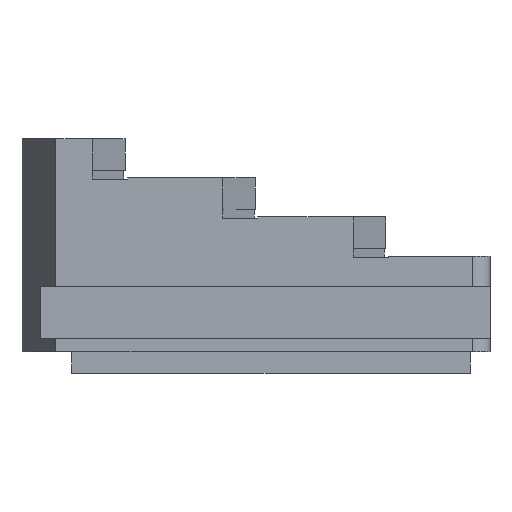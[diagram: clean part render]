
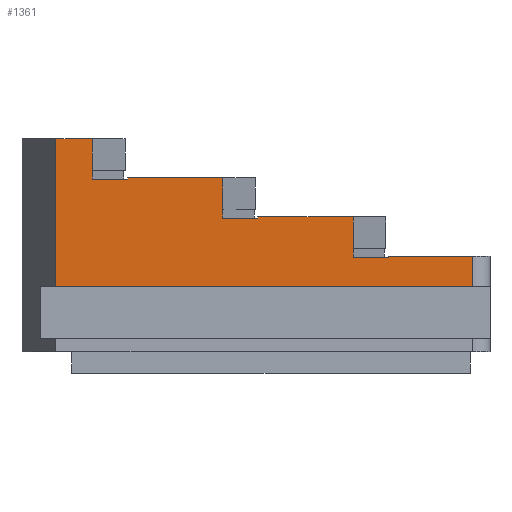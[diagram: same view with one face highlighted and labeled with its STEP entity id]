
A CAD part, left-side view. The second image highlights one B-rep face of the part: STEP entity #1361.
In plain terms, the highlighted planar face has unit normal (-1, 0, 0).
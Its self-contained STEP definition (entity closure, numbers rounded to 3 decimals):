
#127=FACE_OUTER_BOUND('',#195,.T.);
#195=EDGE_LOOP('',(#1069,#1070,#1071,#1072,#1073,#1074,#1075,#1076,#1077,
#1078,#1079,#1080,#1081,#1082,#1083,#1084,#1085,#1086,#1087));
#249=LINE('',#1854,#427);
#259=LINE('',#1873,#437);
#277=LINE('',#1911,#455);
#298=LINE('',#1954,#476);
#322=LINE('',#2002,#500);
#326=LINE('',#2011,#504);
#335=LINE('',#2028,#513);
#337=LINE('',#2032,#515);
#340=LINE('',#2042,#518);
#341=LINE('',#2044,#519);
#342=LINE('',#2046,#520);
#343=LINE('',#2047,#521);
#344=LINE('',#2049,#522);
#345=LINE('',#2051,#523);
#346=LINE('',#2053,#524);
#347=LINE('',#2054,#525);
#348=LINE('',#2055,#526);
#349=LINE('',#2057,#527);
#350=LINE('',#2058,#528);
#427=VECTOR('',#1515,4.206);
#437=VECTOR('',#1527,17.);
#455=VECTOR('',#1555,1.);
#476=VECTOR('',#1590,1.);
#500=VECTOR('',#1630,1.);
#504=VECTOR('',#1638,0.15);
#513=VECTOR('',#1653,4.041);
#515=VECTOR('',#1657,9.711);
#518=VECTOR('',#1666,3.65);
#519=VECTOR('',#1667,10.959);
#520=VECTOR('',#1668,0.15);
#521=VECTOR('',#1669,4.041);
#522=VECTOR('',#1670,3.65);
#523=VECTOR('',#1671,10.959);
#524=VECTOR('',#1672,0.15);
#525=VECTOR('',#1673,4.041);
#526=VECTOR('',#1674,3.65);
#527=VECTOR('',#1675,47.959);
#528=VECTOR('',#1676,3.5);
#601=VERTEX_POINT('',#1851);
#602=VERTEX_POINT('',#1853);
#610=VERTEX_POINT('',#1871);
#619=VERTEX_POINT('',#1892);
#625=VERTEX_POINT('',#1910);
#637=VERTEX_POINT('',#1943);
#640=VERTEX_POINT('',#1953);
#651=VERTEX_POINT('',#1982);
#656=VERTEX_POINT('',#2001);
#657=VERTEX_POINT('',#2007);
#659=VERTEX_POINT('',#2010);
#665=VERTEX_POINT('',#2031);
#669=VERTEX_POINT('',#2041);
#670=VERTEX_POINT('',#2043);
#671=VERTEX_POINT('',#2045);
#672=VERTEX_POINT('',#2048);
#673=VERTEX_POINT('',#2050);
#674=VERTEX_POINT('',#2052);
#675=VERTEX_POINT('',#2056);
#729=EDGE_CURVE('',#602,#601,#249,.T.);
#739=EDGE_CURVE('',#610,#601,#259,.T.);
#757=EDGE_CURVE('',#625,#619,#277,.T.);
#778=EDGE_CURVE('',#640,#637,#298,.T.);
#802=EDGE_CURVE('',#656,#651,#322,.T.);
#806=EDGE_CURVE('',#659,#657,#326,.T.);
#815=EDGE_CURVE('',#657,#625,#335,.T.);
#817=EDGE_CURVE('',#665,#659,#337,.T.);
#822=EDGE_CURVE('',#619,#669,#340,.T.);
#823=EDGE_CURVE('',#669,#670,#341,.T.);
#824=EDGE_CURVE('',#670,#671,#342,.T.);
#825=EDGE_CURVE('',#671,#640,#343,.T.);
#826=EDGE_CURVE('',#637,#672,#344,.T.);
#827=EDGE_CURVE('',#672,#673,#345,.T.);
#828=EDGE_CURVE('',#673,#674,#346,.T.);
#829=EDGE_CURVE('',#674,#656,#347,.T.);
#830=EDGE_CURVE('',#651,#602,#348,.T.);
#831=EDGE_CURVE('',#610,#675,#349,.T.);
#832=EDGE_CURVE('',#665,#675,#350,.T.);
#1069=ORIENTED_EDGE('',*,*,#806,.T.);
#1070=ORIENTED_EDGE('',*,*,#815,.T.);
#1071=ORIENTED_EDGE('',*,*,#757,.T.);
#1072=ORIENTED_EDGE('',*,*,#822,.T.);
#1073=ORIENTED_EDGE('',*,*,#823,.T.);
#1074=ORIENTED_EDGE('',*,*,#824,.T.);
#1075=ORIENTED_EDGE('',*,*,#825,.T.);
#1076=ORIENTED_EDGE('',*,*,#778,.T.);
#1077=ORIENTED_EDGE('',*,*,#826,.T.);
#1078=ORIENTED_EDGE('',*,*,#827,.T.);
#1079=ORIENTED_EDGE('',*,*,#828,.T.);
#1080=ORIENTED_EDGE('',*,*,#829,.T.);
#1081=ORIENTED_EDGE('',*,*,#802,.T.);
#1082=ORIENTED_EDGE('',*,*,#830,.T.);
#1083=ORIENTED_EDGE('',*,*,#729,.T.);
#1084=ORIENTED_EDGE('',*,*,#739,.F.);
#1085=ORIENTED_EDGE('',*,*,#831,.T.);
#1086=ORIENTED_EDGE('',*,*,#832,.F.);
#1087=ORIENTED_EDGE('',*,*,#817,.T.);
#1298=PLANE('',#1435);
#1361=ADVANCED_FACE('',(#127),#1298,.T.);
#1435=AXIS2_PLACEMENT_3D('',#2040,#1664,#1665);
#1515=DIRECTION('',(0.,1.,0.));
#1527=DIRECTION('',(0.,0.,1.));
#1555=DIRECTION('',(0.,0.,1.));
#1590=DIRECTION('',(0.,0.,1.));
#1630=DIRECTION('',(0.,0.,1.));
#1638=DIRECTION('',(0.,0.,-1.));
#1653=DIRECTION('',(0.,1.,0.));
#1657=DIRECTION('',(0.,1.,0.));
#1664=DIRECTION('center_axis',(-1.,0.,0.));
#1665=DIRECTION('ref_axis',(0.,0.,1.));
#1666=DIRECTION('',(0.,0.,1.));
#1667=DIRECTION('',(0.,1.,0.));
#1668=DIRECTION('',(0.,0.,-1.));
#1669=DIRECTION('',(0.,1.,0.));
#1670=DIRECTION('',(0.,0.,1.));
#1671=DIRECTION('',(0.,1.,0.));
#1672=DIRECTION('',(0.,0.,-1.));
#1673=DIRECTION('',(0.,1.,0.));
#1674=DIRECTION('',(0.,0.,1.));
#1675=DIRECTION('',(0.,-1.,0.));
#1676=DIRECTION('',(0.,0.,-1.));
#1851=CARTESIAN_POINT('',(-7.,-4.041,24.5));
#1853=CARTESIAN_POINT('',(-7.,-8.247,24.5));
#1854=CARTESIAN_POINT('',(-7.,-4.041,24.5));
#1871=CARTESIAN_POINT('',(-7.,-4.041,7.5));
#1873=CARTESIAN_POINT('',(-7.,-4.041,0.));
#1892=CARTESIAN_POINT('',(-7.,-38.247,11.85));
#1910=CARTESIAN_POINT('',(-7.,-38.247,10.85));
#1911=CARTESIAN_POINT('',(-7.,-38.247,7.75));
#1943=CARTESIAN_POINT('',(-7.,-23.247,16.35));
#1953=CARTESIAN_POINT('',(-7.,-23.247,15.35));
#1954=CARTESIAN_POINT('',(-7.,-23.247,10.));
#1982=CARTESIAN_POINT('',(-7.,-8.247,20.85));
#2001=CARTESIAN_POINT('',(-7.,-8.247,19.85));
#2002=CARTESIAN_POINT('',(-7.,-8.247,12.25));
#2007=CARTESIAN_POINT('',(-7.,-42.289,10.85));
#2010=CARTESIAN_POINT('',(-7.,-42.289,11.));
#2011=CARTESIAN_POINT('',(-7.,-42.289,5.5));
#2028=CARTESIAN_POINT('',(-7.,-47.902,10.85));
#2031=CARTESIAN_POINT('',(-7.,-52.,11.));
#2032=CARTESIAN_POINT('',(-7.,-50.192,11.));
#2040=CARTESIAN_POINT('Origin',(-7.,-54.,0.));
#2041=CARTESIAN_POINT('',(-7.,-38.247,15.5));
#2042=CARTESIAN_POINT('',(-7.,-38.247,7.75));
#2043=CARTESIAN_POINT('',(-7.,-27.289,15.5));
#2044=CARTESIAN_POINT('',(-7.,-46.317,15.5));
#2045=CARTESIAN_POINT('',(-7.,-27.289,15.35));
#2046=CARTESIAN_POINT('',(-7.,-27.289,7.75));
#2047=CARTESIAN_POINT('',(-7.,-40.402,15.35));
#2048=CARTESIAN_POINT('',(-7.,-23.247,20.));
#2049=CARTESIAN_POINT('',(-7.,-23.247,10.));
#2050=CARTESIAN_POINT('',(-7.,-12.289,20.));
#2051=CARTESIAN_POINT('',(-7.,-42.504,20.));
#2052=CARTESIAN_POINT('',(-7.,-12.289,19.85));
#2053=CARTESIAN_POINT('',(-7.,-12.289,10.));
#2054=CARTESIAN_POINT('',(-7.,-32.902,19.85));
#2055=CARTESIAN_POINT('',(-7.,-8.247,12.25));
#2056=CARTESIAN_POINT('',(-7.,-52.,7.5));
#2057=CARTESIAN_POINT('',(-7.,-54.,7.5));
#2058=CARTESIAN_POINT('',(-7.,-52.,0.));
